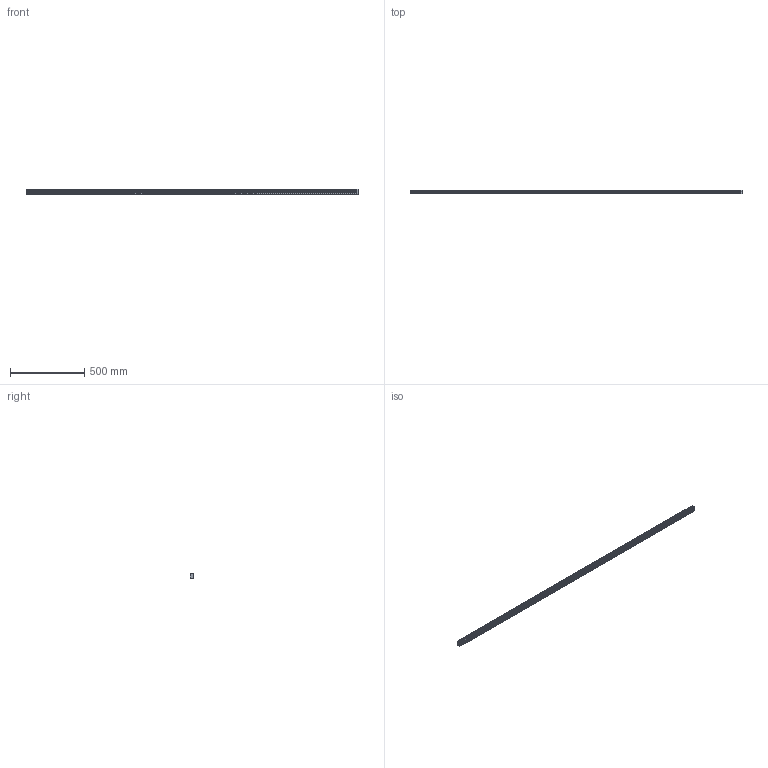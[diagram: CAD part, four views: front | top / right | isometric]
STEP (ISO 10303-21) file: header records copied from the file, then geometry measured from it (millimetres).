
FILE_DESCRIPTION (( 'STEP AP214' ), '1' );
FILE_NAME ('SHS35C1SS-2240L_G40_0_B-M6F_1059_0_0_0_1.STEP', '2021-06-22T10:38:59', ( '' ), ( '' ), 'SwSTEP 2.0', 'SolidWorks 2021', '' );
FILE_SCHEMA (( 'AUTOMOTIVE_DESIGN' ));
Length unit declared in the file: millimetre
Products named in the file (2): _SHS35C224040 Track; SHS35C1SS-2240L_G40_0_B-M6F_1059_0_0_0_1
Assembly tree (1 placements, depth 2):
  SHS35C1SS-2240L_G40_0_B-M6F_1059_0_0_0_1
    _SHS35C224040 Track
Bounding box: 2240 x 26 x 34 mm (x, y, z)
Volume: 1705383.7 mm3; surface area: 297399.7 mm2
Topology: 1 solids, 1 shells, 328 faces, 978 edges, 652 vertices
Faces by surface type: cylinder 192, plane 136
Entity records: 11680 total; most frequent: CARTESIAN_POINT 2858, ORIENTED_EDGE 1956, DIRECTION 1802, EDGE_CURVE 978, AXIS2_PLACEMENT_3D 716, VERTEX_POINT 652, EDGE_LOOP 384, CIRCLE 384
